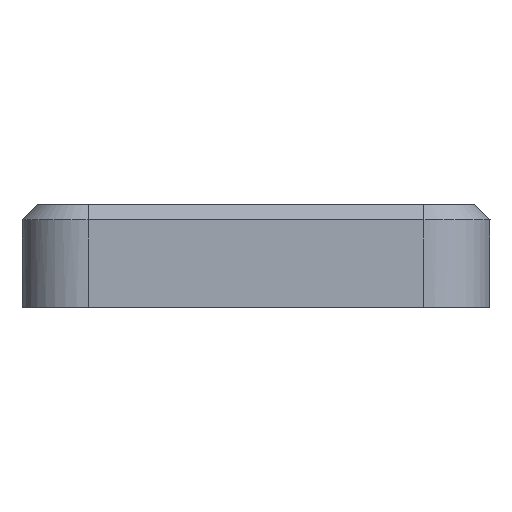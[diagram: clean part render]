
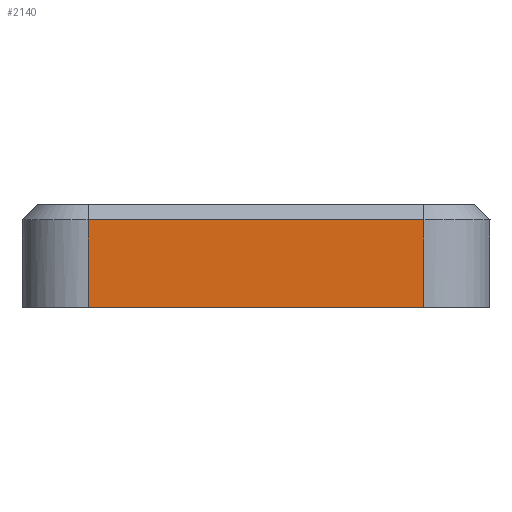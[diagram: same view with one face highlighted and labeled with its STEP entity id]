
A CAD part, left-side view. The second image highlights one B-rep face of the part: STEP entity #2140.
In plain terms, the highlighted planar face has unit normal (-1, 0, 0).
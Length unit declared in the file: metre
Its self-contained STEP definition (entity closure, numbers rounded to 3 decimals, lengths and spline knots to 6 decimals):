
#372=ORIENTED_EDGE('',*,*,#899,.F.);
#373=ORIENTED_EDGE('',*,*,#900,.T.);
#374=ORIENTED_EDGE('',*,*,#896,.T.);
#375=ORIENTED_EDGE('',*,*,#901,.T.);
#896=EDGE_CURVE('',#1153,#1154,#1390,.T.);
#899=EDGE_CURVE('',#1155,#1156,#1391,.T.);
#900=EDGE_CURVE('',#1155,#1153,#1392,.T.);
#901=EDGE_CURVE('',#1154,#1156,#1393,.T.);
#1153=VERTEX_POINT('',#3296);
#1154=VERTEX_POINT('',#3297);
#1155=VERTEX_POINT('',#3306);
#1156=VERTEX_POINT('',#3307);
#1390=LINE('',#3295,#1641);
#1391=LINE('',#3305,#1642);
#1392=LINE('',#3308,#1643);
#1393=LINE('',#3309,#1644);
#1641=VECTOR('',#2668,1.);
#1642=VECTOR('',#2673,1.);
#1643=VECTOR('',#2674,1.);
#1644=VECTOR('',#2675,1.);
#1772=EDGE_LOOP('',(#372,#373,#374,#375));
#1924=FACE_BOUND('',#1772,.T.);
#2056=PLANE('',#2273);
#2140=ADVANCED_FACE('',(#1924),#2056,.F.);
#2273=AXIS2_PLACEMENT_3D('',#3304,#2671,#2672);
#2668=DIRECTION('',(0.,0.,-1.));
#2671=DIRECTION('',(1.,0.,0.));
#2672=DIRECTION('',(0.,1.,0.));
#2673=DIRECTION('',(0.,0.,-1.));
#2674=DIRECTION('',(0.,1.,0.));
#2675=DIRECTION('',(0.,-1.,0.));
#3295=CARTESIAN_POINT('',(-0.0955,0.016533,0.0016));
#3296=CARTESIAN_POINT('',(-0.0955,0.016533,0.0001));
#3297=CARTESIAN_POINT('',(-0.0955,0.016533,-0.0085));
#3304=CARTESIAN_POINT('',(-0.0955,0.000016,0.0016));
#3305=CARTESIAN_POINT('',(-0.0955,-0.016502,0.0016));
#3306=CARTESIAN_POINT('',(-0.0955,-0.016502,0.0001));
#3307=CARTESIAN_POINT('',(-0.0955,-0.016502,-0.0085));
#3308=CARTESIAN_POINT('',(-0.0955,0.016533,0.0001));
#3309=CARTESIAN_POINT('',(-0.0955,0.000016,-0.0085));
